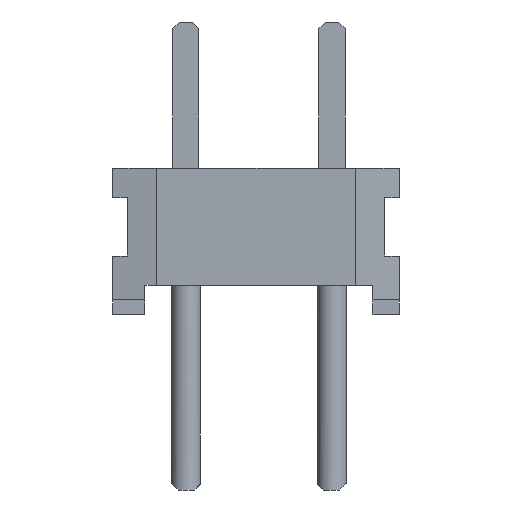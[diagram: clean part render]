
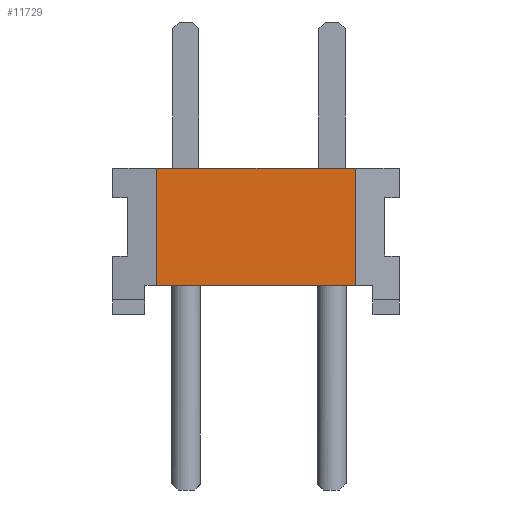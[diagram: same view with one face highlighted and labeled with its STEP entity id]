
A CAD part, left-side view. The second image highlights one B-rep face of the part: STEP entity #11729.
In plain terms, the highlighted planar face has unit normal (-1, 0, 0).
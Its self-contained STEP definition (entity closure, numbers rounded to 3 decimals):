
#11729 = ADVANCED_FACE('',(#11730),#11764,.F.);
#11730 = FACE_BOUND('',#11731,.T.);
#11731 = EDGE_LOOP('',(#11732,#11742,#11750,#11758));
#11732 = ORIENTED_EDGE('',*,*,#11733,.F.);
#11733 = EDGE_CURVE('',#11734,#11736,#11738,.T.);
#11734 = VERTEX_POINT('',#11735);
#11735 = CARTESIAN_POINT('',(-13.335,1.778,2.54));
#11736 = VERTEX_POINT('',#11737);
#11737 = CARTESIAN_POINT('',(-13.335,-1.676,2.54));
#11738 = LINE('',#11739,#11740);
#11739 = CARTESIAN_POINT('',(-13.335,2.54,2.54));
#11740 = VECTOR('',#11741,1.);
#11741 = DIRECTION('',(0.,-1.,0.));
#11742 = ORIENTED_EDGE('',*,*,#11743,.T.);
#11743 = EDGE_CURVE('',#11734,#11744,#11746,.T.);
#11744 = VERTEX_POINT('',#11745);
#11745 = CARTESIAN_POINT('',(-13.335,1.778,0.508));
#11746 = LINE('',#11747,#11748);
#11747 = CARTESIAN_POINT('',(-13.335,1.778,2.54));
#11748 = VECTOR('',#11749,1.);
#11749 = DIRECTION('',(0.,0.,-1.));
#11750 = ORIENTED_EDGE('',*,*,#11751,.T.);
#11751 = EDGE_CURVE('',#11744,#11752,#11754,.T.);
#11752 = VERTEX_POINT('',#11753);
#11753 = CARTESIAN_POINT('',(-13.335,-1.676,0.508));
#11754 = LINE('',#11755,#11756);
#11755 = CARTESIAN_POINT('',(-13.335,1.981,0.508));
#11756 = VECTOR('',#11757,1.);
#11757 = DIRECTION('',(0.,-1.,0.));
#11758 = ORIENTED_EDGE('',*,*,#11759,.T.);
#11759 = EDGE_CURVE('',#11752,#11736,#11760,.T.);
#11760 = LINE('',#11761,#11762);
#11761 = CARTESIAN_POINT('',(-13.335,-1.676,2.54));
#11762 = VECTOR('',#11763,1.);
#11763 = DIRECTION('',(0.,0.,1.));
#11764 = PLANE('',#11765);
#11765 = AXIS2_PLACEMENT_3D('',#11766,#11767,#11768);
#11766 = CARTESIAN_POINT('',(-13.335,2.54,2.54));
#11767 = DIRECTION('',(1.,0.,0.));
#11768 = DIRECTION('',(0.,1.,0.));
